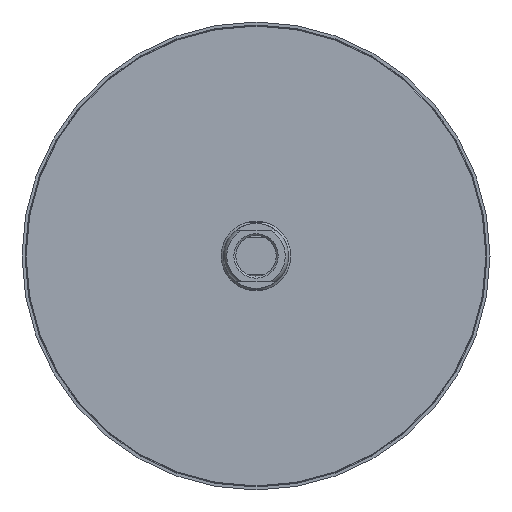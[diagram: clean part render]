
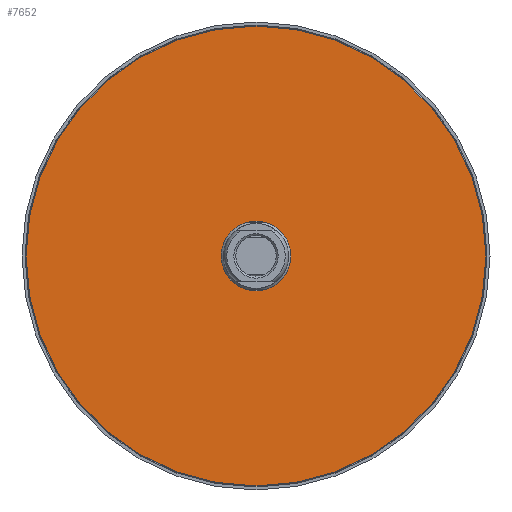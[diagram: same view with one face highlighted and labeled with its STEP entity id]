
A CAD part, top view. The second image highlights one B-rep face of the part: STEP entity #7652.
In plain terms, the highlighted planar face has unit normal (0, 0, 1).
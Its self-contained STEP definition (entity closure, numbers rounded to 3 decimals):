
#1593=CIRCLE('',#9380,152.3);
#1596=CIRCLE('',#9385,20.45);
#3559=ORIENTED_EDGE('',*,*,#5273,.T.);
#3560=ORIENTED_EDGE('',*,*,#5270,.T.);
#5270=EDGE_CURVE('',#6884,#6884,#1593,.F.);
#5273=EDGE_CURVE('',#6887,#6887,#1596,.T.);
#6884=VERTEX_POINT('',#16567);
#6887=VERTEX_POINT('',#16575);
#7282=EDGE_LOOP('',(#3559));
#7283=EDGE_LOOP('',(#3560));
#7459=FACE_BOUND('',#7282,.T.);
#7460=FACE_BOUND('',#7283,.T.);
#7528=PLANE('',#9384);
#7652=ADVANCED_FACE('',(#7459,#7460),#7528,.F.);
#9380=AXIS2_PLACEMENT_3D('',#16566,#12632,#12633);
#9384=AXIS2_PLACEMENT_3D('',#16573,#12640,#12641);
#9385=AXIS2_PLACEMENT_3D('',#16574,#12642,#12643);
#12632=DIRECTION('',(0.,0.,-1.));
#12633=DIRECTION('',(1.,0.,0.));
#12640=DIRECTION('',(0.,0.,-1.));
#12641=DIRECTION('',(1.,0.,0.));
#12642=DIRECTION('',(0.,0.,-1.));
#12643=DIRECTION('',(1.,0.,0.));
#16566=CARTESIAN_POINT('',(0.,0.,2.502));
#16567=CARTESIAN_POINT('',(152.3,0.,2.502));
#16573=CARTESIAN_POINT('',(0.,0.,2.502));
#16574=CARTESIAN_POINT('',(0.,0.,2.502));
#16575=CARTESIAN_POINT('',(20.45,0.,2.502));
